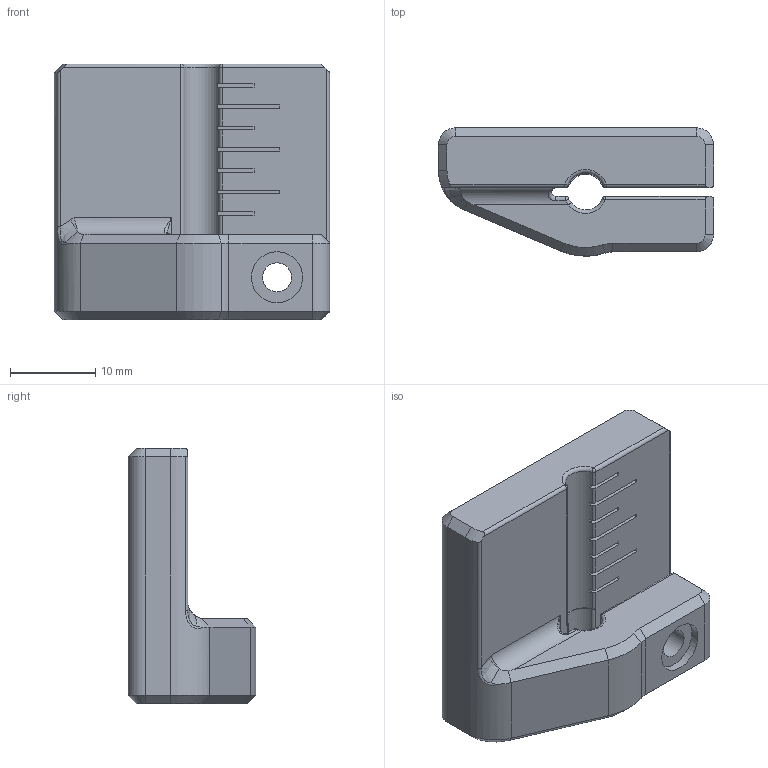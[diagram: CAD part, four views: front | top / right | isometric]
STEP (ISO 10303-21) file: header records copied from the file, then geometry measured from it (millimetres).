
FILE_DESCRIPTION(/* description */ (''),/* implementation_level */ '2;1');
FILE_NAME(/* name */ 'PTFE_Flush_Cutter_V2.step',/* time_stamp */ '2023-08-24T06:23:42-07:00',/* author */ (''),/* organization */ (''),/* preprocessor_version */ 'ST-DEVELOPER v20',/* originating_system */ 'Autodesk Translation Framework v12.9.0.99',/* authorisation */ '');
FILE_SCHEMA (('AUTOMOTIVE_DESIGN { 1 0 10303 214 3 1 1 }'));
Length unit declared in the file: millimetre
Products named in the file (1): PTFE_Flush_Cutter
Bounding box: 32.25 x 15 x 30 mm (x, y, z)
Volume: 8014 mm3; surface area: 3643.7 mm2
Topology: 1 solids, 1 shells, 120 faces, 308 edges, 191 vertices
Faces by surface type: plane 60, cylinder 35, cone 14, bspline 5, sphere 4, torus 2
Full cylindrical faces by diameter (mm): 3.4 x2, 4.7 x1, 6 x1
Entity records: 3891 total; most frequent: CARTESIAN_POINT 906, DIRECTION 630, ORIENTED_EDGE 614, EDGE_CURVE 307, AXIS2_PLACEMENT_3D 222, VERTEX_POINT 191, LINE 186, VECTOR 186
